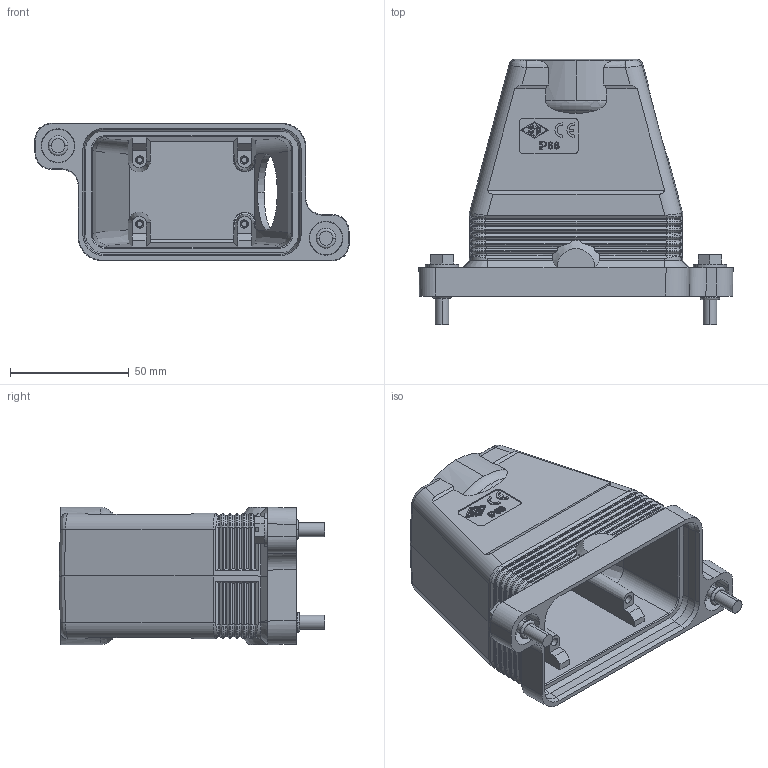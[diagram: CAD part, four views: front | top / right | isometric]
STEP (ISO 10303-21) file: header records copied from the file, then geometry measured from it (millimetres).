
FILE_DESCRIPTION(('CoCreate Modeling STEP Export'),'2;1');
FILE_NAME('MGO_0632.stp','2010-01-22T10:59:33',(''),(''),'CoCreate Modeling STEP processor for AP214 (Solid Model)','CoCreate Modeling 16.00A 16-Aug-2008 (C) Parametric Technology GmbH','');
FILE_SCHEMA(('AUTOMOTIVE_DESIGN { 1 0 10303 214 1 1 1 1 }'));
Products named in the file (1): MGO0632
Bounding box: 132.5 x 112.1 x 58 mm (x, y, z)
Volume: 134395.5 mm3; surface area: 64196.6 mm2
Topology: 1 solids, 1 shells, 838 faces, 2147 edges, 1346 vertices
Faces by surface type: plane 486, cylinder 150, extrusion 78, bspline 62, cone 52, torus 10
Entity records: 51894 total; most frequent: CARTESIAN_POINT 26372, ORIENTED_EDGE 4294, DIRECTION 3332, EDGE_CURVE 2147, VECTOR 1550, LINE 1470, VERTEX_POINT 1346, AXIS2_PLACEMENT_3D 891
